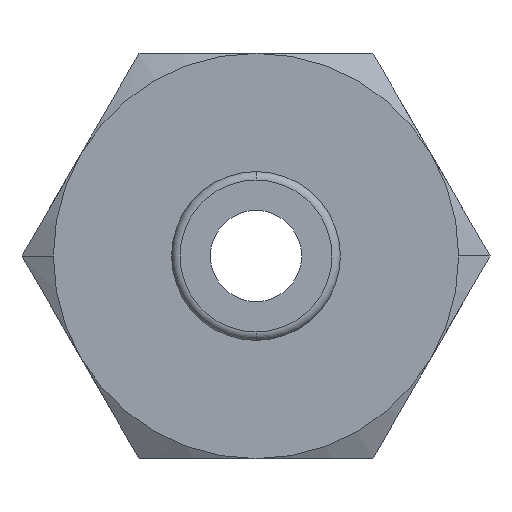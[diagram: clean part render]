
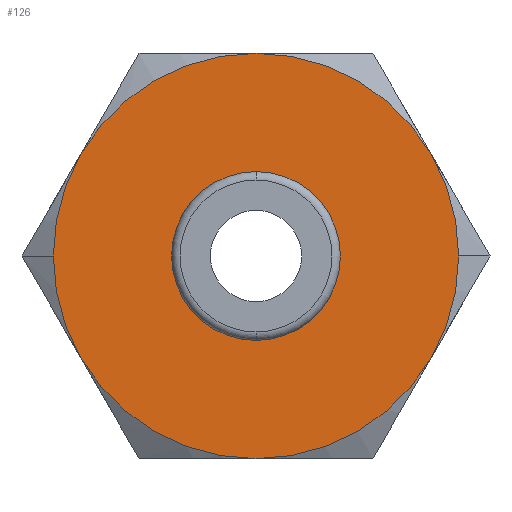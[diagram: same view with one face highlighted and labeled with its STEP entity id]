
A CAD part, front view. The second image highlights one B-rep face of the part: STEP entity #126.
In plain terms, the highlighted planar face has unit normal (0, -1, 0).
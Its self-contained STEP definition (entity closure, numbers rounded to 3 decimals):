
#126=ADVANCED_FACE('',(#285,#286),#287,.T.);
#285=FACE_OUTER_BOUND('',#484,.T.);
#286=FACE_BOUND('',#485,.T.);
#287=PLANE('',#486);
#484=EDGE_LOOP('',(#805,#806,#807,#808,#809,#810,#811,#812));
#485=EDGE_LOOP('',(#813,#814));
#486=AXIS2_PLACEMENT_3D('',#815,#816,#817);
#805=ORIENTED_EDGE('',*,*,#1297,.F.);
#806=ORIENTED_EDGE('',*,*,#1298,.F.);
#807=ORIENTED_EDGE('',*,*,#1299,.F.);
#808=ORIENTED_EDGE('',*,*,#1300,.F.);
#809=ORIENTED_EDGE('',*,*,#1247,.F.);
#810=ORIENTED_EDGE('',*,*,#1301,.F.);
#811=ORIENTED_EDGE('',*,*,#1302,.F.);
#812=ORIENTED_EDGE('',*,*,#1242,.F.);
#813=ORIENTED_EDGE('',*,*,#1208,.F.);
#814=ORIENTED_EDGE('',*,*,#1303,.F.);
#815=CARTESIAN_POINT('',(3.0,10.0,0.0));
#816=DIRECTION('',(-0.0,-1.0,-0.0));
#817=DIRECTION('',(-1.0,0.0,0.0));
#1208=EDGE_CURVE('',#1462,#1458,#1464,.T.);
#1242=EDGE_CURVE('',#1516,#1519,#1520,.T.);
#1247=EDGE_CURVE('',#1526,#1524,#1528,.T.);
#1297=EDGE_CURVE('',#1611,#1516,#1612,.T.);
#1298=EDGE_CURVE('',#1613,#1611,#1614,.T.);
#1299=EDGE_CURVE('',#1615,#1613,#1616,.T.);
#1300=EDGE_CURVE('',#1524,#1615,#1617,.T.);
#1301=EDGE_CURVE('',#1618,#1526,#1619,.T.);
#1302=EDGE_CURVE('',#1519,#1618,#1620,.T.);
#1303=EDGE_CURVE('',#1458,#1462,#1621,.T.);
#1458=VERTEX_POINT('',#1944);
#1462=VERTEX_POINT('',#1949);
#1464=CIRCLE('',#1952,2.5);
#1516=VERTEX_POINT('',#2036);
#1519=VERTEX_POINT('',#2040);
#1520=CIRCLE('',#2041,6.0);
#1524=VERTEX_POINT('',#2056);
#1526=VERTEX_POINT('',#2059);
#1528=CIRCLE('',#2072,6.0);
#1611=VERTEX_POINT('',#2171);
#1612=CIRCLE('',#2172,6.0);
#1613=VERTEX_POINT('',#2173);
#1614=CIRCLE('',#2174,6.0);
#1615=VERTEX_POINT('',#2175);
#1616=CIRCLE('',#2176,6.0);
#1617=CIRCLE('',#2177,6.0);
#1618=VERTEX_POINT('',#2178);
#1619=CIRCLE('',#2179,6.0);
#1620=CIRCLE('',#2180,6.0);
#1621=CIRCLE('',#2181,2.5);
#1944=CARTESIAN_POINT('',(2.5,10.0,0.));
#1949=CARTESIAN_POINT('',(-2.5,10.0,0.));
#1952=AXIS2_PLACEMENT_3D('',#2579,#2580,#2581);
#2036=CARTESIAN_POINT('',(6.0,10.0,0.));
#2040=CARTESIAN_POINT('',(5.196,10.0,-3.0));
#2041=AXIS2_PLACEMENT_3D('',#2629,#2630,#2631);
#2056=CARTESIAN_POINT('',(-6.0,10.0,0.));
#2059=CARTESIAN_POINT('',(-5.196,10.0,-3.0));
#2072=AXIS2_PLACEMENT_3D('',#2633,#2634,#2635);
#2171=CARTESIAN_POINT('',(5.196,10.0,3.0));
#2172=AXIS2_PLACEMENT_3D('',#2718,#2719,#2720);
#2173=CARTESIAN_POINT('',(0.,10.0,6.0));
#2174=AXIS2_PLACEMENT_3D('',#2721,#2722,#2723);
#2175=CARTESIAN_POINT('',(-5.196,10.0,3.0));
#2176=AXIS2_PLACEMENT_3D('',#2724,#2725,#2726);
#2177=AXIS2_PLACEMENT_3D('',#2727,#2728,#2729);
#2178=CARTESIAN_POINT('',(0.0,10.0,-6.0));
#2179=AXIS2_PLACEMENT_3D('',#2730,#2731,#2732);
#2180=AXIS2_PLACEMENT_3D('',#2733,#2734,#2735);
#2181=AXIS2_PLACEMENT_3D('',#2736,#2737,#2738);
#2579=CARTESIAN_POINT('',(0.0,10.0,0.0));
#2580=DIRECTION('',(0.0,-1.0,0.0));
#2581=DIRECTION('',(1.0,0.0,0.0));
#2629=CARTESIAN_POINT('',(0.0,10.0,0.0));
#2630=DIRECTION('',(-0.0,1.0,0.0));
#2631=DIRECTION('',(1.0,0.0,0.0));
#2633=CARTESIAN_POINT('',(0.0,10.0,0.0));
#2634=DIRECTION('',(-0.0,1.0,0.0));
#2635=DIRECTION('',(1.0,0.0,0.0));
#2718=CARTESIAN_POINT('',(0.0,10.0,0.0));
#2719=DIRECTION('',(-0.0,1.0,0.0));
#2720=DIRECTION('',(1.0,0.0,0.0));
#2721=CARTESIAN_POINT('',(0.0,10.0,0.0));
#2722=DIRECTION('',(-0.0,1.0,0.0));
#2723=DIRECTION('',(1.0,0.0,0.0));
#2724=CARTESIAN_POINT('',(0.0,10.0,0.0));
#2725=DIRECTION('',(-0.0,1.0,0.0));
#2726=DIRECTION('',(1.0,0.0,0.0));
#2727=CARTESIAN_POINT('',(0.0,10.0,0.0));
#2728=DIRECTION('',(-0.0,1.0,0.0));
#2729=DIRECTION('',(1.0,0.0,0.0));
#2730=CARTESIAN_POINT('',(0.0,10.0,0.0));
#2731=DIRECTION('',(-0.0,1.0,0.0));
#2732=DIRECTION('',(1.0,0.0,0.0));
#2733=CARTESIAN_POINT('',(0.0,10.0,0.0));
#2734=DIRECTION('',(-0.0,1.0,0.0));
#2735=DIRECTION('',(1.0,0.0,0.0));
#2736=CARTESIAN_POINT('',(0.0,10.0,0.0));
#2737=DIRECTION('',(0.0,-1.0,0.0));
#2738=DIRECTION('',(1.0,0.0,0.0));
